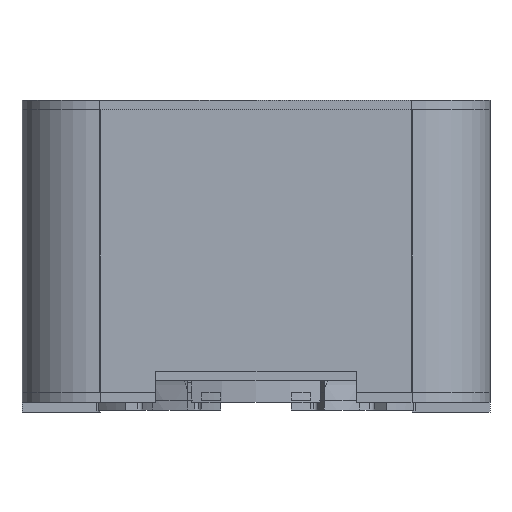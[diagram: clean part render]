
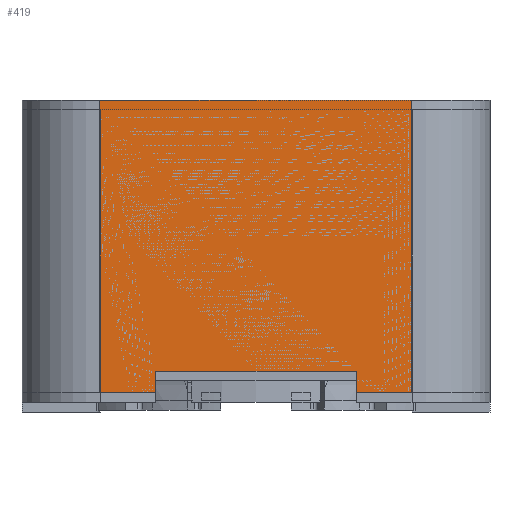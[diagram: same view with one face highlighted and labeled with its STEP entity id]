
A CAD part, left-side view. The second image highlights one B-rep face of the part: STEP entity #419.
In plain terms, the highlighted planar face has unit normal (-1, 0, 0).
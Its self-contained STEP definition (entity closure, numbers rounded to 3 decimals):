
#419 = ADVANCED_FACE( '', ( #1050 ), #1051, .F. );
#1050 = FACE_OUTER_BOUND( '', #2362, .T. );
#1051 = PLANE( '', #2363 );
#2362 = EDGE_LOOP( '', ( #5612, #5613, #5614, #5615, #5616, #5617, #5618, #5619 ) );
#2363 = AXIS2_PLACEMENT_3D( '', #5620, #5621, #5622 );
#5612 = ORIENTED_EDGE( '', *, *, #7977, .T. );
#5613 = ORIENTED_EDGE( '', *, *, #7978, .T. );
#5614 = ORIENTED_EDGE( '', *, *, #7979, .T. );
#5615 = ORIENTED_EDGE( '', *, *, #7980, .T. );
#5616 = ORIENTED_EDGE( '', *, *, #7981, .F. );
#5617 = ORIENTED_EDGE( '', *, *, #7982, .T. );
#5618 = ORIENTED_EDGE( '', *, *, #7983, .T. );
#5619 = ORIENTED_EDGE( '', *, *, #7900, .T. );
#5620 = CARTESIAN_POINT( '', ( -6., 6., 7.5 ) );
#5621 = DIRECTION( '', ( 1., 0., 0. ) );
#5622 = DIRECTION( '', ( 0., 0., -1. ) );
#7900 = EDGE_CURVE( '', #9087, #9085, #9088, .T. );
#7977 = EDGE_CURVE( '', #9085, #9207, #9208, .T. );
#7978 = EDGE_CURVE( '', #9207, #9209, #9210, .T. );
#7979 = EDGE_CURVE( '', #9209, #9211, #9212, .T. );
#7980 = EDGE_CURVE( '', #9211, #9213, #9214, .F. );
#7981 = EDGE_CURVE( '', #9215, #9213, #9216, .T. );
#7982 = EDGE_CURVE( '', #9215, #9217, #9218, .T. );
#7983 = EDGE_CURVE( '', #9217, #9087, #9219, .T. );
#9085 = VERTEX_POINT( '', #11255 );
#9087 = VERTEX_POINT( '', #11258 );
#9088 = LINE( '', #11259, #11260 );
#9207 = VERTEX_POINT( '', #11495 );
#9208 = LINE( '', #11496, #11497 );
#9209 = VERTEX_POINT( '', #11498 );
#9210 = LINE( '', #11499, #11500 );
#9211 = VERTEX_POINT( '', #11501 );
#9212 = LINE( '', #11502, #11503 );
#9213 = VERTEX_POINT( '', #11504 );
#9214 = LINE( '', #11505, #11506 );
#9215 = VERTEX_POINT( '', #11507 );
#9216 = LINE( '', #11508, #11509 );
#9217 = VERTEX_POINT( '', #11510 );
#9218 = LINE( '', #11511, #11512 );
#9219 = LINE( '', #11513, #11514 );
#11255 = CARTESIAN_POINT( '', ( -6., 2.575, 0.55 ) );
#11258 = CARTESIAN_POINT( '', ( -6., 2.575, 0. ) );
#11259 = CARTESIAN_POINT( '', ( -6., 2.575, 7.5 ) );
#11260 = VECTOR( '', #13375, 1000. );
#11495 = CARTESIAN_POINT( '', ( -6., -2.575, 0.55 ) );
#11496 = CARTESIAN_POINT( '', ( -6., 6., 0.55 ) );
#11497 = VECTOR( '', #13443, 1000. );
#11498 = CARTESIAN_POINT( '', ( -6., -2.575, 0. ) );
#11499 = CARTESIAN_POINT( '', ( -6., -2.575, 7.5 ) );
#11500 = VECTOR( '', #13444, 1000. );
#11501 = CARTESIAN_POINT( '', ( -6., -4., 0. ) );
#11502 = CARTESIAN_POINT( '', ( -6., 6., 0. ) );
#11503 = VECTOR( '', #13445, 1000. );
#11504 = CARTESIAN_POINT( '', ( -6., -4., 7.5 ) );
#11505 = CARTESIAN_POINT( '', ( -6., -4., 7.5 ) );
#11506 = VECTOR( '', #13446, 1000. );
#11507 = CARTESIAN_POINT( '', ( -6., 4., 7.5 ) );
#11508 = CARTESIAN_POINT( '', ( -6., 6., 7.5 ) );
#11509 = VECTOR( '', #13447, 1000. );
#11510 = CARTESIAN_POINT( '', ( -6., 4., 0. ) );
#11511 = CARTESIAN_POINT( '', ( -6., 4., 7.5 ) );
#11512 = VECTOR( '', #13448, 1000. );
#11513 = CARTESIAN_POINT( '', ( -6., 6., 0. ) );
#11514 = VECTOR( '', #13449, 1000. );
#13375 = DIRECTION( '', ( 0., 0., 1. ) );
#13443 = DIRECTION( '', ( 0., -1., 0. ) );
#13444 = DIRECTION( '', ( 0., 0., -1. ) );
#13445 = DIRECTION( '', ( 0., -1., 0. ) );
#13446 = DIRECTION( '', ( 0., 0., -1. ) );
#13447 = DIRECTION( '', ( 0., -1., 0. ) );
#13448 = DIRECTION( '', ( 0., 0., -1. ) );
#13449 = DIRECTION( '', ( 0., -1., 0. ) );
